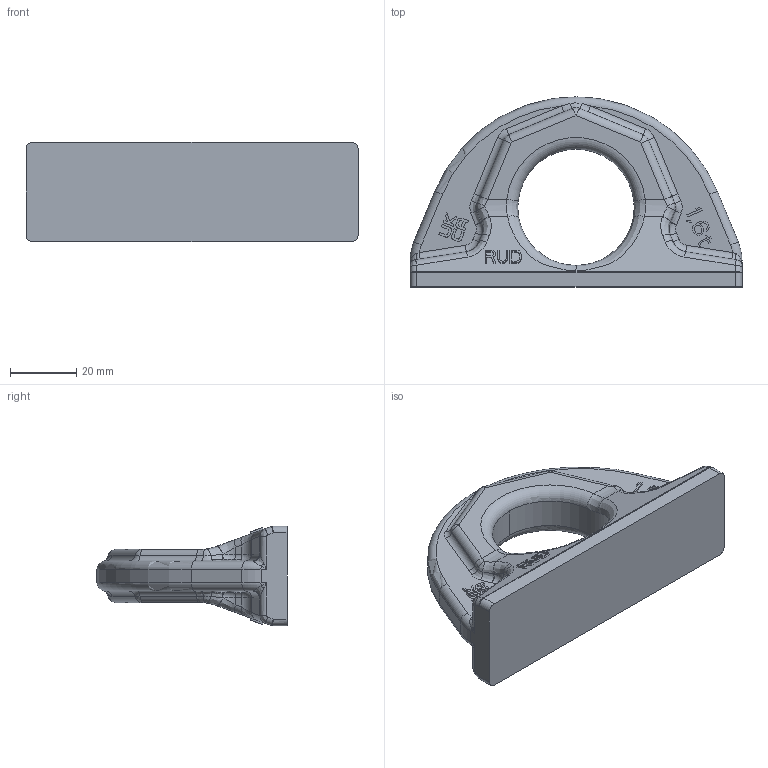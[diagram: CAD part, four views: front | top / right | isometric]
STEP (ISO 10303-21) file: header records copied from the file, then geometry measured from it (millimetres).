
FILE_DESCRIPTION((''),'2;1');
FILE_NAME('001-M36282-P-1','2022-12-19T14:45:37',('Anja.Joas'),(''),'CREO PARAMETRIC BY PTC INC, 2022162','CREO PARAMETRIC BY PTC INC, 2022162','');
FILE_SCHEMA(('AP242_MANAGED_MODEL_BASED_3D_ENGINEERING_MIM_LF { 1 0 10303 442 1 1 4 }'));
Length unit declared in the file: millimetre
Products named in the file (1): 001-M36282-P-1
Bounding box: 100 x 57.25 x 30 mm (x, y, z)
Volume: 59941.8 mm3; surface area: 14912.2 mm2
Topology: 1 solids, 1 shells, 589 faces, 1548 edges, 988 vertices
Faces by surface type: plane 401, cylinder 96, bspline 72, torus 20
Entity records: 21241 total; most frequent: CARTESIAN_POINT 6995, ORIENTED_EDGE 3096, DIRECTION 2662, EDGE_CURVE 1548, VECTOR 1196, LINE 1196, VERTEX_POINT 988, AXIS2_PLACEMENT_3D 733
